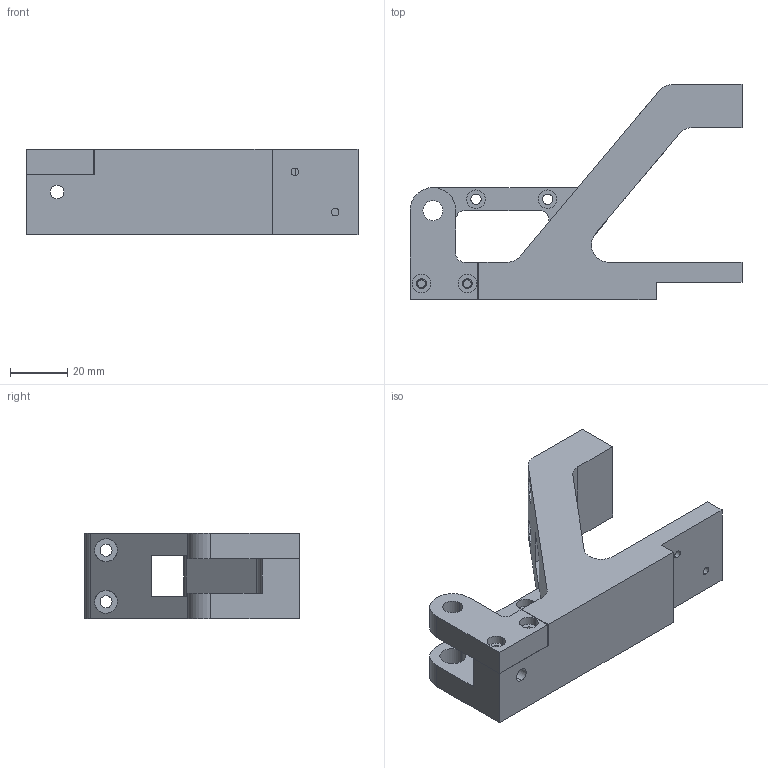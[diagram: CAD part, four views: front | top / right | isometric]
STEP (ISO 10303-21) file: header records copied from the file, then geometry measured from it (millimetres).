
FILE_DESCRIPTION (( 'STEP AP203' ), '1' );
FILE_NAME ('truss left (CLASSIC).STEP', '2019-01-01T17:50:41', ( '' ), ( '' ), 'SwSTEP 2.0', 'SolidWorks 2018', '' );
FILE_SCHEMA (( 'CONFIG_CONTROL_DESIGN' ));
Length unit declared in the file: millimetre
Products named in the file (1): truss left  (CLASSIC)
Bounding box: 115.85 x 75 x 30 mm (x, y, z)
Volume: 85660 mm3; surface area: 25933.7 mm2
Topology: 2 solids, 2 shells, 95 faces, 249 edges, 166 vertices
Faces by surface type: cylinder 55, plane 40
Entity records: 3100 total; most frequent: DIRECTION 543, CARTESIAN_POINT 523, ORIENTED_EDGE 498, EDGE_CURVE 249, AXIS2_PLACEMENT_3D 202, VERTEX_POINT 166, LINE 139, VECTOR 139
